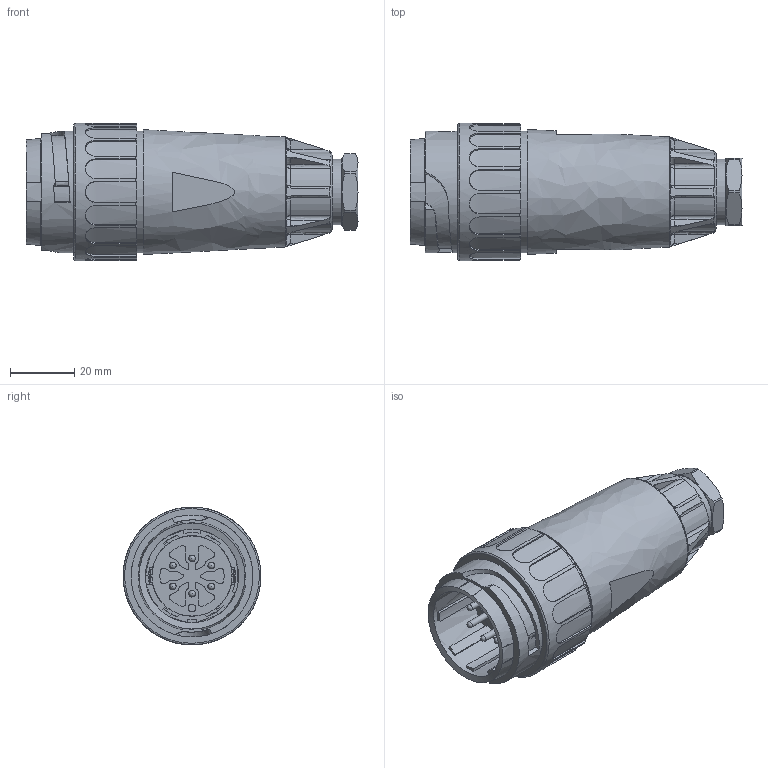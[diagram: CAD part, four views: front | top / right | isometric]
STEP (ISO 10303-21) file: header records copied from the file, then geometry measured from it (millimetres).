
FILE_DESCRIPTION((''),'2;1');
FILE_NAME('C016_20I005_103_2_3D_Modell.stp', '2011-02-03T14:17:37',('User'),('SDRC'),'I-DEAS Master Series','UNIX','Yes');
FILE_SCHEMA(('CONFIG_CONTROL_DESIGN', 'GEOMETRIC_VALIDATION_PROPERTIES_MIM','SHAPE_APPEARANCE_LAYER_MIM'));
Length unit declared in the file: millimetre
Assembly tree (11 placements, depth 0):
Bounding box: 103.55 x 43 x 42.99 mm (x, y, z)
Volume: 58378.6 mm3; surface area: 44275.4 mm2
Topology: 11 solids, 11 shells, 1072 faces, 2686 edges, 1661 vertices
Faces by surface type: bspline 1072
Entity records: 32285 total; most frequent: CARTESIAN_POINT 16751, ORIENTED_EDGE 5020, EDGE_CURVE 2510, VERTEX_POINT 1561, B_SPLINE_CURVE_WITH_KNOTS 1059, EDGE_LOOP 1053, FACE_OUTER_BOUND 1002, ADVANCED_FACE 1002
